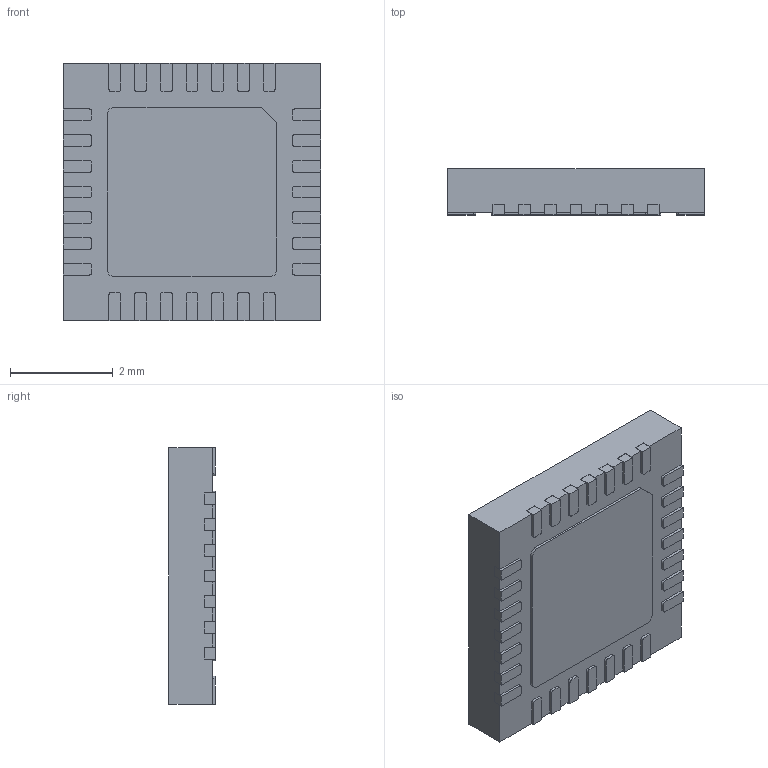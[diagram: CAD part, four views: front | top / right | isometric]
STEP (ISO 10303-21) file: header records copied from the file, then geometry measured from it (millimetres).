
FILE_DESCRIPTION (( 'STEP AP214' ), '1' );
FILE_NAME ('User Library-QFN28_.5.STEP', '2018-04-06T04:33:47', ( '' ), ( '' ), 'SwSTEP 2.0', 'SolidWorks 2018', '' );
FILE_SCHEMA (( 'AUTOMOTIVE_DESIGN' ));
Length unit declared in the file: millimetre
Products named in the file (1): User Library-QFN28_.5
Bounding box: 5 x 0.9 x 5 mm (x, y, z)
Volume: 21.9 mm3; surface area: 69.8 mm2
Topology: 1 solids, 1 shells, 242 faces, 714 edges, 476 vertices
Faces by surface type: plane 181, cylinder 61
Entity records: 8153 total; most frequent: CARTESIAN_POINT 1433, ORIENTED_EDGE 1428, DIRECTION 1322, EDGE_CURVE 714, LINE 592, VECTOR 592, VERTEX_POINT 476, AXIS2_PLACEMENT_3D 365
